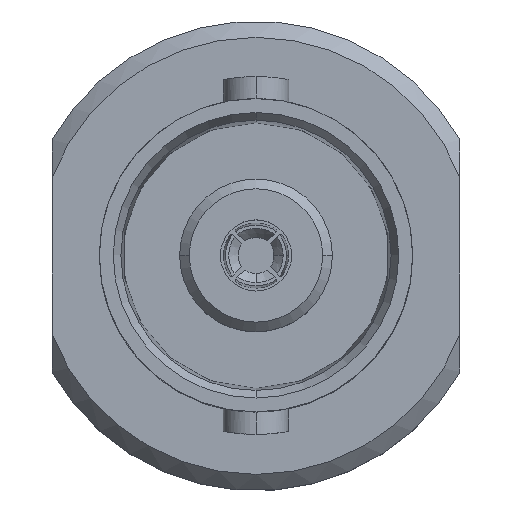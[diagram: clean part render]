
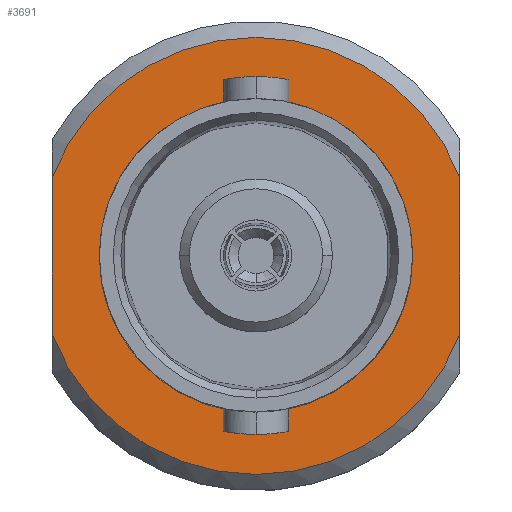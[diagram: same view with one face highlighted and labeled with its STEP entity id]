
A CAD part, top view. The second image highlights one B-rep face of the part: STEP entity #3691.
In plain terms, the highlighted planar face has unit normal (0, 0, 1).
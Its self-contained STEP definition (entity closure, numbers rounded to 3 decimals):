
#67 = VERTEX_POINT ( 'NONE', #5477 ) ;
#87 = EDGE_CURVE ( 'NONE', #3217, #661, #4056, .T. ) ;
#94 = CARTESIAN_POINT ( 'NONE',  ( 0., 0., -11.3 ) ) ;
#130 = ORIENTED_EDGE ( 'NONE', *, *, #5889, .T. ) ;
#225 = EDGE_CURVE ( 'NONE', #3323, #661, #6019, .T. ) ;
#511 = CARTESIAN_POINT ( 'NONE',  ( 6.3, -2.423, -11.3 ) ) ;
#526 = CARTESIAN_POINT ( 'NONE',  ( 0., 4.84, -11.3 ) ) ;
#600 = DIRECTION ( 'NONE',  ( 1., 0., 0. ) ) ;
#661 = VERTEX_POINT ( 'NONE', #3062 ) ;
#849 = VERTEX_POINT ( 'NONE', #511 ) ;
#1036 = DIRECTION ( 'NONE',  ( -1., 0., 0. ) ) ;
#1044 = CIRCLE ( 'NONE', #3373, 6.75 ) ;
#1116 = LINE ( 'NONE', #1150, #6375 ) ;
#1150 = CARTESIAN_POINT ( 'NONE',  ( 6.3, 3.588, -11.3 ) ) ;
#1214 = CARTESIAN_POINT ( 'NONE',  ( -6.3, -2.423, -11.3 ) ) ;
#1284 = AXIS2_PLACEMENT_3D ( 'NONE', #526, #4105, #1036 ) ;
#1335 = VECTOR ( 'NONE', #5649, 1000. ) ;
#1525 = CARTESIAN_POINT ( 'NONE',  ( 0., 0., -11.3 ) ) ;
#1852 = CIRCLE ( 'NONE', #3977, 4.84 ) ;
#1875 = ORIENTED_EDGE ( 'NONE', *, *, #225, .T. ) ;
#1965 = DIRECTION ( 'NONE',  ( 1., 0., 0. ) ) ;
#1977 = AXIS2_PLACEMENT_3D ( 'NONE', #1525, #5064, #1965 ) ;
#2030 = EDGE_LOOP ( 'NONE', ( #4271, #4175 ) ) ;
#2042 = PLANE ( 'NONE',  #1284 ) ;
#2088 = CARTESIAN_POINT ( 'NONE',  ( -6.3, 3.588, -11.3 ) ) ;
#2168 = FACE_OUTER_BOUND ( 'NONE', #6170, .T. ) ;
#2181 = AXIS2_PLACEMENT_3D ( 'NONE', #2726, #6286, #3232 ) ;
#2726 = CARTESIAN_POINT ( 'NONE',  ( 0., 0., -11.3 ) ) ;
#2943 = DIRECTION ( 'NONE',  ( 0., 0., 1. ) ) ;
#3062 = CARTESIAN_POINT ( 'NONE',  ( -6.3, 2.423, -11.3 ) ) ;
#3217 = VERTEX_POINT ( 'NONE', #1214 ) ;
#3232 = DIRECTION ( 'NONE',  ( 1., 0., 0. ) ) ;
#3323 = VERTEX_POINT ( 'NONE', #5312 ) ;
#3373 = AXIS2_PLACEMENT_3D ( 'NONE', #94, #3660, #600 ) ;
#3512 = FACE_BOUND ( 'NONE', #2030, .T. ) ;
#3635 = CARTESIAN_POINT ( 'NONE',  ( -4.84, 0., -11.3 ) ) ;
#3660 = DIRECTION ( 'NONE',  ( 0., 0., 1. ) ) ;
#3691 = ADVANCED_FACE ( 'NONE', ( #3512, #2168 ), #2042, .F. ) ;
#3791 = EDGE_CURVE ( 'NONE', #4859, #67, #4723, .T. ) ;
#3977 = AXIS2_PLACEMENT_3D ( 'NONE', #5983, #2943, #6490 ) ;
#4056 = LINE ( 'NONE', #2088, #1335 ) ;
#4105 = DIRECTION ( 'NONE',  ( 0., 0., -1. ) ) ;
#4175 = ORIENTED_EDGE ( 'NONE', *, *, #3791, .F. ) ;
#4264 = DIRECTION ( 'NONE',  ( 0., 1., 0. ) ) ;
#4271 = ORIENTED_EDGE ( 'NONE', *, *, #5691, .F. ) ;
#4355 = EDGE_CURVE ( 'NONE', #849, #3323, #1116, .T. ) ;
#4389 = ORIENTED_EDGE ( 'NONE', *, *, #4355, .T. ) ;
#4543 = ORIENTED_EDGE ( 'NONE', *, *, #87, .F. ) ;
#4723 = CIRCLE ( 'NONE', #2181, 4.84 ) ;
#4859 = VERTEX_POINT ( 'NONE', #3635 ) ;
#5064 = DIRECTION ( 'NONE',  ( 0., 0., 1. ) ) ;
#5312 = CARTESIAN_POINT ( 'NONE',  ( 6.3, 2.423, -11.3 ) ) ;
#5477 = CARTESIAN_POINT ( 'NONE',  ( 4.84, 0., -11.3 ) ) ;
#5649 = DIRECTION ( 'NONE',  ( 0., 1., 0. ) ) ;
#5691 = EDGE_CURVE ( 'NONE', #67, #4859, #1852, .T. ) ;
#5889 = EDGE_CURVE ( 'NONE', #3217, #849, #1044, .T. ) ;
#5983 = CARTESIAN_POINT ( 'NONE',  ( 0., 0., -11.3 ) ) ;
#6019 = CIRCLE ( 'NONE', #1977, 6.75 ) ;
#6170 = EDGE_LOOP ( 'NONE', ( #4389, #1875, #4543, #130 ) ) ;
#6286 = DIRECTION ( 'NONE',  ( 0., 0., 1. ) ) ;
#6375 = VECTOR ( 'NONE', #4264, 1000. ) ;
#6490 = DIRECTION ( 'NONE',  ( 1., 0., 0. ) ) ;
